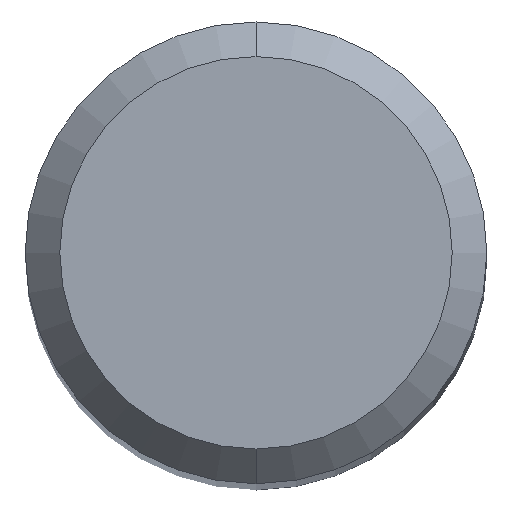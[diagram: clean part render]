
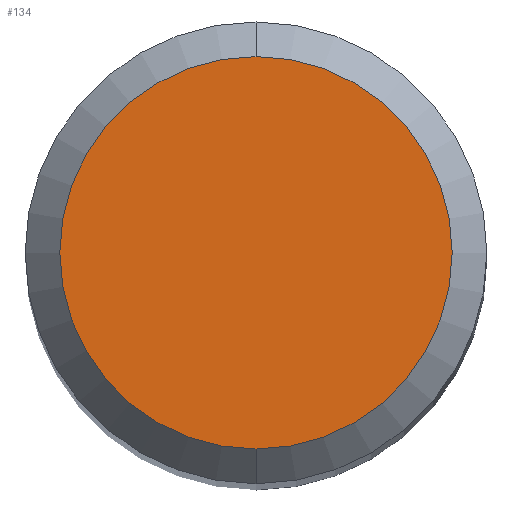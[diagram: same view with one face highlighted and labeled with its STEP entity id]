
A CAD part, top view. The second image highlights one B-rep face of the part: STEP entity #134.
In plain terms, the highlighted planar face has unit normal (0, 0, 1).
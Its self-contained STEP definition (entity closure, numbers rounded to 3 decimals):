
#126=VERTEX_POINT('',#267);
#134=ADVANCED_FACE('',(#276),#277,.T.);
#174=EDGE_CURVE('',#126,#184,#323,.T.);
#176=EDGE_CURVE('',#184,#126,#325,.T.);
#184=VERTEX_POINT('',#333);
#267=CARTESIAN_POINT('',(0.,-1.7,0.0));
#276=FACE_OUTER_BOUND('',#433,.T.);
#277=PLANE('',#434);
#323=CIRCLE('',#490,1.7);
#325=CIRCLE('',#493,1.7);
#333=CARTESIAN_POINT('',(0.0,1.7,0.0));
#433=EDGE_LOOP('',(#597,#598));
#434=AXIS2_PLACEMENT_3D('',#599,#600,#601);
#490=AXIS2_PLACEMENT_3D('',#658,#659,#660);
#493=AXIS2_PLACEMENT_3D('',#661,#662,#663);
#597=ORIENTED_EDGE('',*,*,#176,.F.);
#598=ORIENTED_EDGE('',*,*,#174,.F.);
#599=CARTESIAN_POINT('',(0.0,0.85,0.0));
#600=DIRECTION('',(-0.0,0.0,1.0));
#601=DIRECTION('',(0.0,-1.0,0.0));
#658=CARTESIAN_POINT('',(0.0,0.0,0.0));
#659=DIRECTION('',(0.0,0.0,-1.0));
#660=DIRECTION('',(0.0,1.0,0.0));
#661=CARTESIAN_POINT('',(0.0,0.0,0.0));
#662=DIRECTION('',(0.0,0.0,-1.0));
#663=DIRECTION('',(0.0,1.0,0.0));
